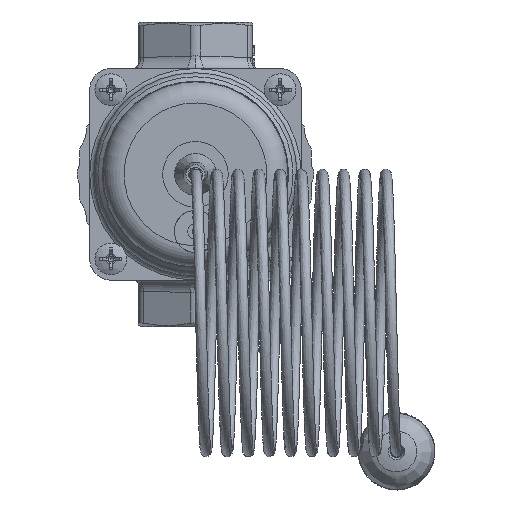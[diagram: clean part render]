
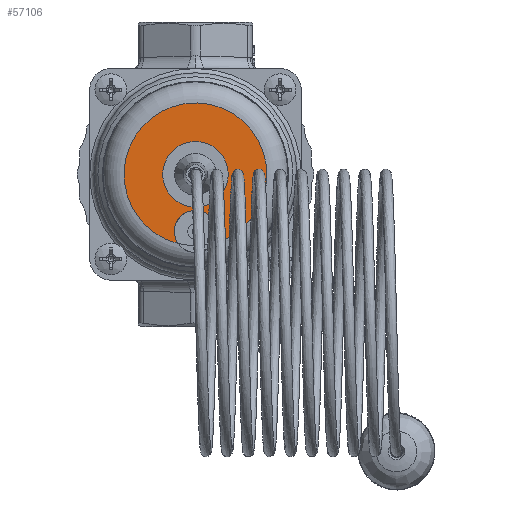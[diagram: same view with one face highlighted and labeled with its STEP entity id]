
A CAD part, front view. The second image highlights one B-rep face of the part: STEP entity #57106.
In plain terms, the highlighted planar face has unit normal (0, -1, 0).
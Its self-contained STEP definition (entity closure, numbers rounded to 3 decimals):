
#56923=CARTESIAN_POINT('',(4.094,-192.,-16.371));
#56924=VERTEX_POINT('',#56923);
#56925=CARTESIAN_POINT('',(-4.094,-192.,-16.371));
#56926=VERTEX_POINT('',#56925);
#56927=CARTESIAN_POINT('',(0.,-192.,0.));
#56928=DIRECTION('',(0.0,-1.0,0.0));
#56929=DIRECTION('',(1.0,0.0,0.0));
#56930=AXIS2_PLACEMENT_3D('',#56927,#56928,#56929);
#56931=CIRCLE('',#56930,16.875);
#56932=EDGE_CURVE('',#56924,#56926,#56931,.T.);
#57080=CARTESIAN_POINT('',(8.437,-192.,0.));
#57081=DIRECTION('',(0.0,-1.0,0.0));
#57082=DIRECTION('',(1.0,0.0,0.0));
#57083=AXIS2_PLACEMENT_3D('',#57080,#57081,#57082);
#57084=PLANE('',#57083);
#57085=CARTESIAN_POINT('',(0.,-192.,-13.5));
#57086=DIRECTION('',(0.0,1.0,0.0));
#57087=DIRECTION('',(-1.0,0.0,0.0));
#57088=AXIS2_PLACEMENT_3D('',#57085,#57086,#57087);
#57089=CIRCLE('',#57088,5.0);
#57090=EDGE_CURVE('',#56926,#56924,#57089,.T.);
#57091=ORIENTED_EDGE('',*,*,#57090,.T.);
#57092=ORIENTED_EDGE('',*,*,#56932,.T.);
#57093=EDGE_LOOP('',(#57091,#57092));
#57094=FACE_OUTER_BOUND('',#57093,.T.);
#57095=CARTESIAN_POINT('',(5.7,-192.,0.));
#57096=VERTEX_POINT('',#57095);
#57097=CARTESIAN_POINT('',(0.,-192.,0.));
#57098=DIRECTION('',(0.0,1.0,0.0));
#57099=DIRECTION('',(1.0,0.0,0.0));
#57100=AXIS2_PLACEMENT_3D('',#57097,#57098,#57099);
#57101=CIRCLE('',#57100,5.7);
#57102=EDGE_CURVE('',#57096,#57096,#57101,.T.);
#57103=ORIENTED_EDGE('',*,*,#57102,.T.);
#57104=EDGE_LOOP('',(#57103));
#57105=FACE_BOUND('',#57104,.T.);
#57106=ADVANCED_FACE('',(#57094,#57105),#57084,.T.);
